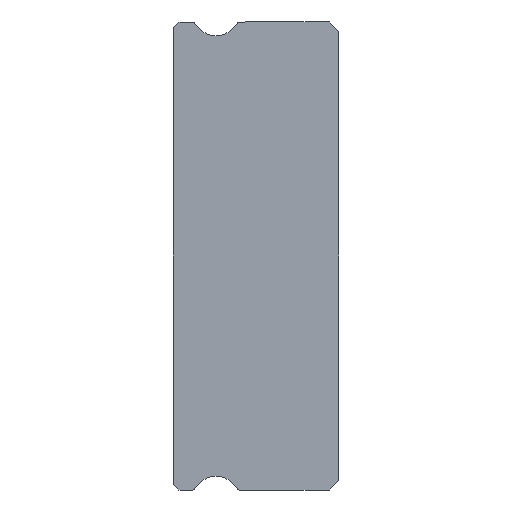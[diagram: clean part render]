
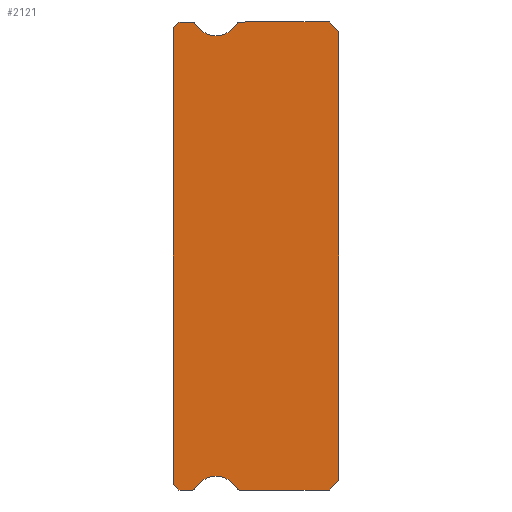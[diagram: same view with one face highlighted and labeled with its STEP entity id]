
A CAD part, left-side view. The second image highlights one B-rep face of the part: STEP entity #2121.
In plain terms, the highlighted planar face has unit normal (-1, 0, 0).
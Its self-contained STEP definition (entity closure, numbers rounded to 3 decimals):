
#2 = CARTESIAN_POINT ( 'NONE',  ( -15., 0.5, 12. ) ) ;
#10 = DIRECTION ( 'NONE',  ( 0., 0., -1. ) ) ;
#30 = DIRECTION ( 'NONE',  ( 0., 1., 0. ) ) ;
#53 = ORIENTED_EDGE ( 'NONE', *, *, #323, .F. ) ;
#71 = VERTEX_POINT ( 'NONE', #1737 ) ;
#92 = EDGE_LOOP ( 'NONE', ( #2300, #1461, #2319, #1611, #53, #386, #1929, #174, #1502, #1508, #655, #701, #573, #1667, #866, #574, #158 ) ) ;
#95 = DIRECTION ( 'NONE',  ( 0., 0., -1. ) ) ;
#112 = CARTESIAN_POINT ( 'NONE',  ( -15., 5.217, 11.925 ) ) ;
#138 = EDGE_CURVE ( 'NONE', #889, #2036, #1661, .T. ) ;
#142 = AXIS2_PLACEMENT_3D ( 'NONE', #836, #318, #306 ) ;
#158 = ORIENTED_EDGE ( 'NONE', *, *, #383, .T. ) ;
#174 = ORIENTED_EDGE ( 'NONE', *, *, #551, .F. ) ;
#195 = VERTEX_POINT ( 'NONE', #1039 ) ;
#196 = EDGE_CURVE ( 'NONE', #582, #2182, #2353, .T. ) ;
#210 = LINE ( 'NONE', #2195, #1941 ) ;
#228 = DIRECTION ( 'NONE',  ( 0., 0.707, -0.707 ) ) ;
#239 = CARTESIAN_POINT ( 'NONE',  ( -15., 5.088, -11.85 ) ) ;
#243 = DIRECTION ( 'NONE',  ( 0., 0., 1. ) ) ;
#247 = CARTESIAN_POINT ( 'NONE',  ( -15., 7.512, 12. ) ) ;
#262 = CARTESIAN_POINT ( 'NONE',  ( -15., 0., -11.5 ) ) ;
#293 = DIRECTION ( 'NONE',  ( -1., 0., 0. ) ) ;
#295 = VECTOR ( 'NONE', #30, 1000. ) ;
#306 = DIRECTION ( 'NONE',  ( 0., 0., -1. ) ) ;
#318 = DIRECTION ( 'NONE',  ( 1., 0., 0. ) ) ;
#323 = EDGE_CURVE ( 'NONE', #1014, #71, #1228, .T. ) ;
#329 = DIRECTION ( 'NONE',  ( 0., -0.707, -0.707 ) ) ;
#331 = VERTEX_POINT ( 'NONE', #2224 ) ;
#383 = EDGE_CURVE ( 'NONE', #933, #195, #1883, .T. ) ;
#385 = EDGE_CURVE ( 'NONE', #440, #1014, #517, .T. ) ;
#386 = ORIENTED_EDGE ( 'NONE', *, *, #385, .F. ) ;
#388 = CARTESIAN_POINT ( 'NONE',  ( -15., 8.5, 11.7 ) ) ;
#415 = VECTOR ( 'NONE', #799, 1000. ) ;
#440 = VERTEX_POINT ( 'NONE', #714 ) ;
#441 = VERTEX_POINT ( 'NONE', #748 ) ;
#449 = CARTESIAN_POINT ( 'NONE',  ( -15., 5.217, -11.925 ) ) ;
#460 = DIRECTION ( 'NONE',  ( 1., 0., 0. ) ) ;
#469 = CARTESIAN_POINT ( 'NONE',  ( -15., 5.088, 12. ) ) ;
#502 = CARTESIAN_POINT ( 'NONE',  ( -15., 6.3, 12.55 ) ) ;
#505 = LINE ( 'NONE', #2, #534 ) ;
#517 = CIRCLE ( 'NONE', #820, 0.15 ) ;
#525 = DIRECTION ( 'NONE',  ( 0., 0., -1. ) ) ;
#534 = VECTOR ( 'NONE', #329, 1000. ) ;
#538 = CARTESIAN_POINT ( 'NONE',  ( -15., 7.383, 11.925 ) ) ;
#551 = EDGE_CURVE ( 'NONE', #331, #913, #1522, .T. ) ;
#573 = ORIENTED_EDGE ( 'NONE', *, *, #1656, .F. ) ;
#574 = ORIENTED_EDGE ( 'NONE', *, *, #806, .T. ) ;
#582 = VERTEX_POINT ( 'NONE', #469 ) ;
#588 = CARTESIAN_POINT ( 'NONE',  ( -15., 8.2, 12. ) ) ;
#636 = AXIS2_PLACEMENT_3D ( 'NONE', #1655, #922, #1514 ) ;
#655 = ORIENTED_EDGE ( 'NONE', *, *, #196, .F. ) ;
#698 = DIRECTION ( 'NONE',  ( 0., -1., 0. ) ) ;
#701 = ORIENTED_EDGE ( 'NONE', *, *, #1519, .F. ) ;
#714 = CARTESIAN_POINT ( 'NONE',  ( -15., 5.088, -12. ) ) ;
#723 = CARTESIAN_POINT ( 'NONE',  ( -15., 0.5, 12. ) ) ;
#731 = CARTESIAN_POINT ( 'NONE',  ( -15., 7.512, 11.85 ) ) ;
#733 = DIRECTION ( 'NONE',  ( -1., 0., 0. ) ) ;
#748 = CARTESIAN_POINT ( 'NONE',  ( -15., 0., 11.5 ) ) ;
#756 = DIRECTION ( 'NONE',  ( 1., 0., 0. ) ) ;
#757 = EDGE_CURVE ( 'NONE', #2286, #2051, #210, .T. ) ;
#775 = CARTESIAN_POINT ( 'NONE',  ( -15., 7.512, -12. ) ) ;
#799 = DIRECTION ( 'NONE',  ( 0., -1., 0. ) ) ;
#806 = EDGE_CURVE ( 'NONE', #985, #933, #1435, .T. ) ;
#820 = AXIS2_PLACEMENT_3D ( 'NONE', #239, #959, #10 ) ;
#836 = CARTESIAN_POINT ( 'NONE',  ( -15., 5.088, 11.85 ) ) ;
#866 = ORIENTED_EDGE ( 'NONE', *, *, #2324, .F. ) ;
#867 = AXIS2_PLACEMENT_3D ( 'NONE', #1856, #756, #1483 ) ;
#889 = VERTEX_POINT ( 'NONE', #538 ) ;
#913 = VERTEX_POINT ( 'NONE', #1679 ) ;
#922 = DIRECTION ( 'NONE',  ( -1., 0., 0. ) ) ;
#933 = VERTEX_POINT ( 'NONE', #588 ) ;
#939 = EDGE_CURVE ( 'NONE', #2286, #195, #2259, .T. ) ;
#944 = CARTESIAN_POINT ( 'NONE',  ( -15., 7.512, -12. ) ) ;
#945 = CARTESIAN_POINT ( 'NONE',  ( -15., 8.5, 11.85 ) ) ;
#959 = DIRECTION ( 'NONE',  ( 1., 0., 0. ) ) ;
#985 = VERTEX_POINT ( 'NONE', #247 ) ;
#989 = PLANE ( 'NONE',  #2261 ) ;
#1014 = VERTEX_POINT ( 'NONE', #449 ) ;
#1033 = EDGE_CURVE ( 'NONE', #913, #440, #1690, .T. ) ;
#1039 = CARTESIAN_POINT ( 'NONE',  ( -15., 8.5, 11.7 ) ) ;
#1068 = VERTEX_POINT ( 'NONE', #1380 ) ;
#1115 = DIRECTION ( 'NONE',  ( 0., 0., -1. ) ) ;
#1168 = FACE_OUTER_BOUND ( 'NONE', #92, .T. ) ;
#1196 = AXIS2_PLACEMENT_3D ( 'NONE', #731, #1516, #1115 ) ;
#1228 = CIRCLE ( 'NONE', #636, 1.25 ) ;
#1311 = VECTOR ( 'NONE', #1532, 1000. ) ;
#1340 = CARTESIAN_POINT ( 'NONE',  ( -15., 7.512, 11.85 ) ) ;
#1358 = CIRCLE ( 'NONE', #867, 0.15 ) ;
#1380 = CARTESIAN_POINT ( 'NONE',  ( -15., 7.512, -12. ) ) ;
#1390 = VECTOR ( 'NONE', #2295, 1000. ) ;
#1435 = LINE ( 'NONE', #1861, #295 ) ;
#1461 = ORIENTED_EDGE ( 'NONE', *, *, #757, .T. ) ;
#1483 = DIRECTION ( 'NONE',  ( 0., 0., -1. ) ) ;
#1502 = ORIENTED_EDGE ( 'NONE', *, *, #1936, .T. ) ;
#1508 = ORIENTED_EDGE ( 'NONE', *, *, #2278, .F. ) ;
#1514 = DIRECTION ( 'NONE',  ( 0., 0., -1. ) ) ;
#1516 = DIRECTION ( 'NONE',  ( 1., 0., 0. ) ) ;
#1518 = CARTESIAN_POINT ( 'NONE',  ( -15., 0., 11.5 ) ) ;
#1519 = EDGE_CURVE ( 'NONE', #2000, #582, #1554, .T. ) ;
#1522 = LINE ( 'NONE', #262, #1584 ) ;
#1532 = DIRECTION ( 'NONE',  ( 0., 1., 0. ) ) ;
#1549 = AXIS2_PLACEMENT_3D ( 'NONE', #1934, #293, #1769 ) ;
#1554 = CIRCLE ( 'NONE', #142, 0.15 ) ;
#1577 = CARTESIAN_POINT ( 'NONE',  ( -15., 6.3, 11.3 ) ) ;
#1584 = VECTOR ( 'NONE', #2240, 1000. ) ;
#1611 = ORIENTED_EDGE ( 'NONE', *, *, #1960, .F. ) ;
#1632 = CIRCLE ( 'NONE', #1196, 0.15 ) ;
#1655 = CARTESIAN_POINT ( 'NONE',  ( -15., 6.3, -12.55 ) ) ;
#1656 = EDGE_CURVE ( 'NONE', #2036, #2000, #2366, .T. ) ;
#1661 = CIRCLE ( 'NONE', #1549, 1.25 ) ;
#1667 = ORIENTED_EDGE ( 'NONE', *, *, #138, .F. ) ;
#1679 = CARTESIAN_POINT ( 'NONE',  ( -15., 0.5, -12. ) ) ;
#1687 = LINE ( 'NONE', #1518, #1869 ) ;
#1690 = LINE ( 'NONE', #775, #1311 ) ;
#1737 = CARTESIAN_POINT ( 'NONE',  ( -15., 7.383, -11.925 ) ) ;
#1769 = DIRECTION ( 'NONE',  ( 0., 0., -1. ) ) ;
#1790 = CARTESIAN_POINT ( 'NONE',  ( -15., 7.512, 12. ) ) ;
#1792 = CARTESIAN_POINT ( 'NONE',  ( -15., 8.5, -11.7 ) ) ;
#1814 = VECTOR ( 'NONE', #698, 1000. ) ;
#1835 = EDGE_CURVE ( 'NONE', #2051, #1068, #2258, .T. ) ;
#1856 = CARTESIAN_POINT ( 'NONE',  ( -15., 7.512, -11.85 ) ) ;
#1861 = CARTESIAN_POINT ( 'NONE',  ( -15., 8.2, 12. ) ) ;
#1869 = VECTOR ( 'NONE', #243, 1000. ) ;
#1883 = LINE ( 'NONE', #388, #2292 ) ;
#1929 = ORIENTED_EDGE ( 'NONE', *, *, #1033, .F. ) ;
#1934 = CARTESIAN_POINT ( 'NONE',  ( -15., 6.3, 12.55 ) ) ;
#1936 = EDGE_CURVE ( 'NONE', #331, #441, #1687, .T. ) ;
#1941 = VECTOR ( 'NONE', #2046, 1000. ) ;
#1952 = AXIS2_PLACEMENT_3D ( 'NONE', #502, #733, #525 ) ;
#1960 = EDGE_CURVE ( 'NONE', #71, #1068, #1358, .T. ) ;
#2000 = VERTEX_POINT ( 'NONE', #112 ) ;
#2036 = VERTEX_POINT ( 'NONE', #1577 ) ;
#2046 = DIRECTION ( 'NONE',  ( 0., -0.707, -0.707 ) ) ;
#2051 = VERTEX_POINT ( 'NONE', #2290 ) ;
#2121 = ADVANCED_FACE ( 'NONE', ( #1168 ), #989, .F. ) ;
#2182 = VERTEX_POINT ( 'NONE', #723 ) ;
#2195 = CARTESIAN_POINT ( 'NONE',  ( -15., 8.2, -12. ) ) ;
#2224 = CARTESIAN_POINT ( 'NONE',  ( -15., 0., -11.5 ) ) ;
#2240 = DIRECTION ( 'NONE',  ( 0., 0.707, -0.707 ) ) ;
#2258 = LINE ( 'NONE', #944, #415 ) ;
#2259 = LINE ( 'NONE', #945, #1390 ) ;
#2261 = AXIS2_PLACEMENT_3D ( 'NONE', #1340, #460, #95 ) ;
#2278 = EDGE_CURVE ( 'NONE', #2182, #441, #505, .T. ) ;
#2286 = VERTEX_POINT ( 'NONE', #1792 ) ;
#2290 = CARTESIAN_POINT ( 'NONE',  ( -15., 8.2, -12. ) ) ;
#2292 = VECTOR ( 'NONE', #228, 1000. ) ;
#2295 = DIRECTION ( 'NONE',  ( 0., 0., 1. ) ) ;
#2300 = ORIENTED_EDGE ( 'NONE', *, *, #939, .F. ) ;
#2319 = ORIENTED_EDGE ( 'NONE', *, *, #1835, .T. ) ;
#2324 = EDGE_CURVE ( 'NONE', #985, #889, #1632, .T. ) ;
#2353 = LINE ( 'NONE', #1790, #1814 ) ;
#2366 = CIRCLE ( 'NONE', #1952, 1.25 ) ;
